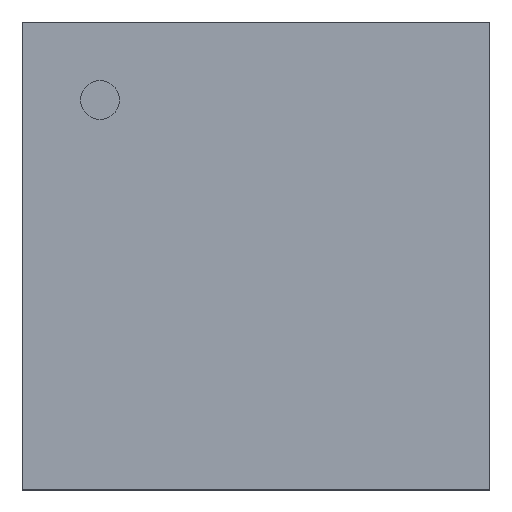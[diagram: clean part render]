
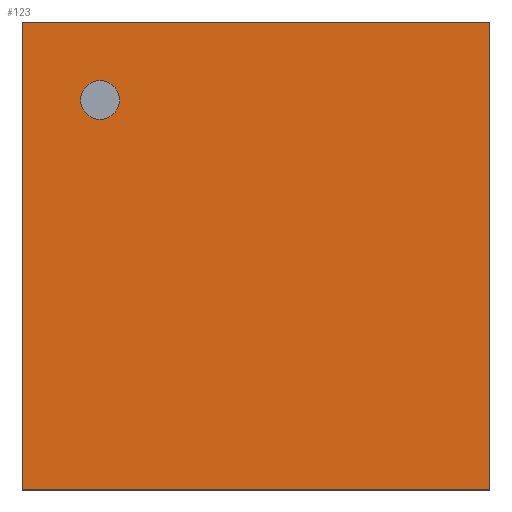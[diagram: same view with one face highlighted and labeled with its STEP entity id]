
A CAD part, top view. The second image highlights one B-rep face of the part: STEP entity #123.
In plain terms, the highlighted planar face has unit normal (0, 0, 1).
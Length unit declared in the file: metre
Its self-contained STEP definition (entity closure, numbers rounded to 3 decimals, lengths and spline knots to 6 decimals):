
#14=CIRCLE('',#152,0.000125);
#32=ORIENTED_EDGE('',*,*,#56,.F.);
#33=ORIENTED_EDGE('',*,*,#46,.F.);
#34=ORIENTED_EDGE('',*,*,#50,.T.);
#35=ORIENTED_EDGE('',*,*,#53,.T.);
#36=ORIENTED_EDGE('',*,*,#55,.F.);
#46=EDGE_CURVE('',#60,#61,#70,.T.);
#50=EDGE_CURVE('',#60,#63,#74,.T.);
#53=EDGE_CURVE('',#63,#65,#77,.T.);
#55=EDGE_CURVE('',#61,#65,#79,.T.);
#56=EDGE_CURVE('',#66,#66,#14,.T.);
#60=VERTEX_POINT('',#197);
#61=VERTEX_POINT('',#199);
#63=VERTEX_POINT('',#205);
#65=VERTEX_POINT('',#211);
#66=VERTEX_POINT('',#218);
#70=LINE('',#198,#82);
#74=LINE('',#206,#86);
#77=LINE('',#212,#89);
#79=LINE('',#215,#91);
#82=VECTOR('',#163,1.);
#86=VECTOR('',#169,1.);
#89=VECTOR('',#174,1.);
#91=VECTOR('',#178,1.);
#96=EDGE_LOOP('',(#32));
#97=EDGE_LOOP('',(#33,#34,#35,#36));
#106=FACE_BOUND('',#96,.T.);
#107=FACE_BOUND('',#97,.T.);
#116=PLANE('',#151);
#123=ADVANCED_FACE('',(#106,#107),#116,.T.);
#151=AXIS2_PLACEMENT_3D('',#216,#179,#180);
#152=AXIS2_PLACEMENT_3D('',#217,#181,#182);
#163=DIRECTION('',(0.,1.,0.));
#169=DIRECTION('',(1.,0.,0.));
#174=DIRECTION('',(0.,1.,0.));
#178=DIRECTION('',(1.,0.,0.));
#179=DIRECTION('',(0.,0.,1.));
#180=DIRECTION('',(1.,0.,0.));
#181=DIRECTION('',(0.,0.,1.));
#182=DIRECTION('',(1.,0.,0.));
#197=CARTESIAN_POINT('',(-0.0015,-0.0015,0.0009));
#198=CARTESIAN_POINT('',(-0.0015,0.,0.0009));
#199=CARTESIAN_POINT('',(-0.0015,0.0015,0.0009));
#205=CARTESIAN_POINT('',(0.0015,-0.0015,0.0009));
#206=CARTESIAN_POINT('',(0.,-0.0015,0.0009));
#211=CARTESIAN_POINT('',(0.0015,0.0015,0.0009));
#212=CARTESIAN_POINT('',(0.0015,0.,0.0009));
#215=CARTESIAN_POINT('',(0.,0.0015,0.0009));
#216=CARTESIAN_POINT('',(0.,0.,0.0009));
#217=CARTESIAN_POINT('',(-0.001,0.001,0.0009));
#218=CARTESIAN_POINT('',(-0.000875,0.001,0.0009));
